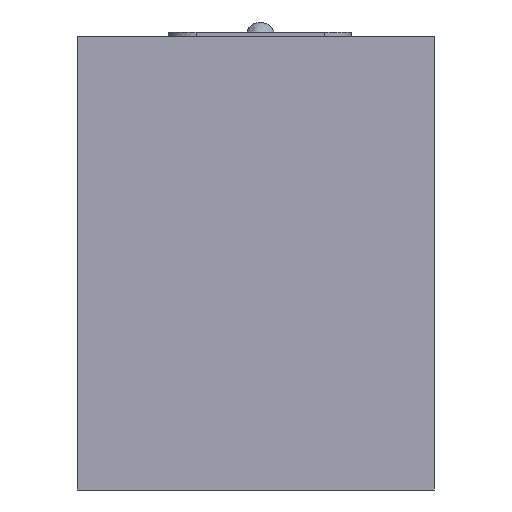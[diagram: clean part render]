
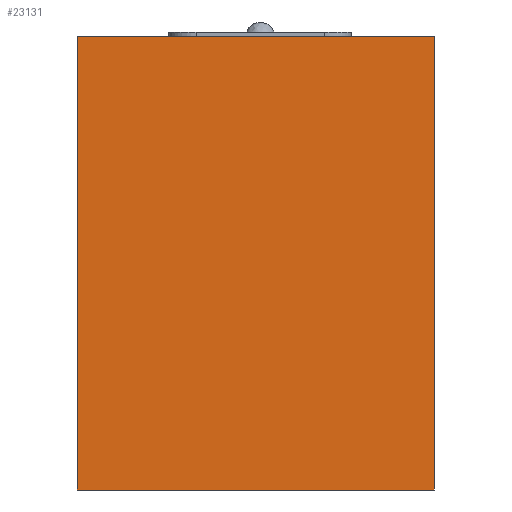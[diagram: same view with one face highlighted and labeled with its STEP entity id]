
A CAD part, left-side view. The second image highlights one B-rep face of the part: STEP entity #23131.
In plain terms, the highlighted planar face has unit normal (-1, 0, 0).
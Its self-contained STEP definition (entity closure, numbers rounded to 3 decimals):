
#682 = PLANE ( 'NONE',  #22804 ) ;
#2192 = CARTESIAN_POINT ( 'NONE',  ( -86.317, -19., -24.75 ) ) ;
#2397 = CARTESIAN_POINT ( 'NONE',  ( -86.317, 20., -24.75 ) ) ;
#2746 = FACE_OUTER_BOUND ( 'NONE', #17807, .T. ) ;
#3919 = DIRECTION ( 'NONE',  ( 0., 0., -1. ) ) ;
#4513 = DIRECTION ( 'NONE',  ( 0., 0., -1. ) ) ;
#4521 = VERTEX_POINT ( 'NONE', #2397 ) ;
#4525 = DIRECTION ( 'NONE',  ( 1., 0., 0. ) ) ;
#5784 = ORIENTED_EDGE ( 'NONE', *, *, #13445, .T. ) ;
#5836 = ORIENTED_EDGE ( 'NONE', *, *, #22096, .T. ) ;
#9073 = VECTOR ( 'NONE', #23084, 1000. ) ;
#9208 = CARTESIAN_POINT ( 'NONE',  ( -86.317, -19., 24.75 ) ) ;
#9669 = CARTESIAN_POINT ( 'NONE',  ( -86.317, 20., 24.75 ) ) ;
#9836 = CARTESIAN_POINT ( 'NONE',  ( -86.317, 0.5, -24.75 ) ) ;
#10405 = CARTESIAN_POINT ( 'NONE',  ( -86.317, -19., 24.75 ) ) ;
#10661 = EDGE_CURVE ( 'NONE', #17404, #21692, #15310, .T. ) ;
#10948 = CARTESIAN_POINT ( 'NONE',  ( -86.317, 20., 24.75 ) ) ;
#13445 = EDGE_CURVE ( 'NONE', #4521, #14132, #19663, .T. ) ;
#14132 = VERTEX_POINT ( 'NONE', #2192 ) ;
#14230 = LINE ( 'NONE', #10405, #17057 ) ;
#15182 = CARTESIAN_POINT ( 'NONE',  ( -86.317, 20., 24.75 ) ) ;
#15310 = LINE ( 'NONE', #15182, #9073 ) ;
#16294 = DIRECTION ( 'NONE',  ( 0., 0., -1. ) ) ;
#17057 = VECTOR ( 'NONE', #4513, 1000. ) ;
#17404 = VERTEX_POINT ( 'NONE', #10948 ) ;
#17807 = EDGE_LOOP ( 'NONE', ( #17948, #24333, #5836, #5784 ) ) ;
#17948 = ORIENTED_EDGE ( 'NONE', *, *, #21187, .F. ) ;
#19545 = DIRECTION ( 'NONE',  ( 0., -1., 0. ) ) ;
#19663 = LINE ( 'NONE', #9836, #24588 ) ;
#20766 = VECTOR ( 'NONE', #3919, 1000. ) ;
#21187 = EDGE_CURVE ( 'NONE', #21692, #14132, #14230, .T. ) ;
#21692 = VERTEX_POINT ( 'NONE', #9208 ) ;
#22023 = CARTESIAN_POINT ( 'NONE',  ( -86.317, 20., 24.75 ) ) ;
#22096 = EDGE_CURVE ( 'NONE', #17404, #4521, #23573, .T. ) ;
#22804 = AXIS2_PLACEMENT_3D ( 'NONE', #22023, #4525, #16294 ) ;
#23084 = DIRECTION ( 'NONE',  ( 0., -1., 0. ) ) ;
#23131 = ADVANCED_FACE ( 'NONE', ( #2746 ), #682, .F. ) ;
#23573 = LINE ( 'NONE', #9669, #20766 ) ;
#24333 = ORIENTED_EDGE ( 'NONE', *, *, #10661, .F. ) ;
#24588 = VECTOR ( 'NONE', #19545, 1000. ) ;
